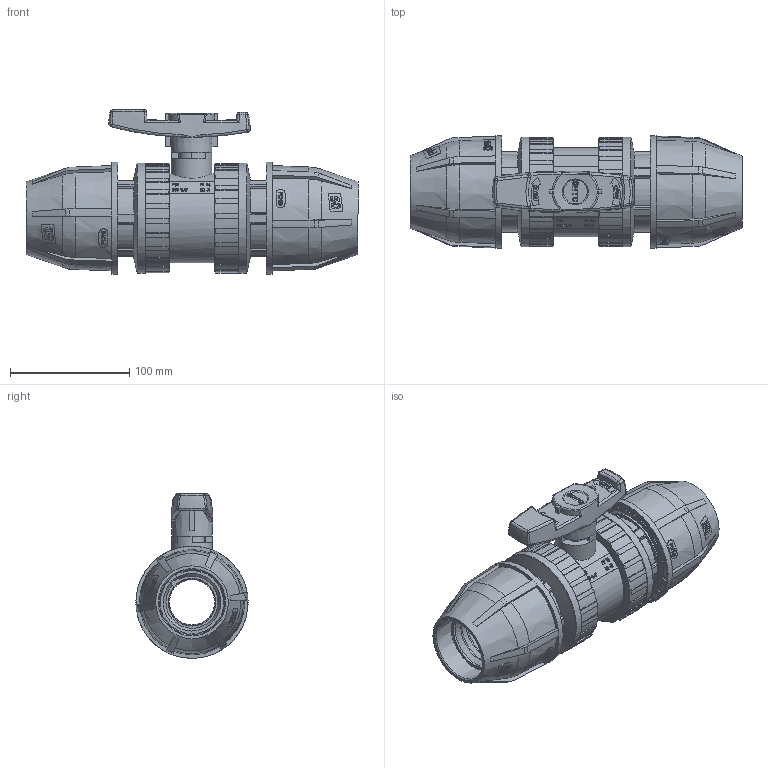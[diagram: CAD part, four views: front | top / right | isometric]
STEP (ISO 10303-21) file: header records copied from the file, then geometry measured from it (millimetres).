
FILE_DESCRIPTION(/* description */ (''),/* implementation_level */ '2;1');
FILE_NAME(/* name */ 'AK0915.000.050.step',/* time_stamp */ '2026-04-02T08:13:26+02:00',/* author */ (''),/* organization */ (''),/* preprocessor_version */ 'ST-DEVELOPER v20.1',/* originating_system */ 'Autodesk Translation Framework v14.24.0.0',/* authorisation */ '');
FILE_SCHEMA (('AUTOMOTIVE_DESIGN { 1 0 10303 214 3 1 1 }'));
Products named in the file (3): 2025-12-30-08-12-25-650; 2026-04-01-16-15-51-982; 2026-04-01-16-15-52-014
Assembly tree (2 placements, depth 3):
  2025-12-30-08-12-25-650
    2026-04-01-16-15-51-982
      2026-04-01-16-15-52-014
Bounding box: 278.39 x 94 x 138 mm (x, y, z)
Volume: 922554 mm3; surface area: 369613.7 mm2
Topology: 24 solids, 24 shells, 2373 faces, 6358 edges, 4155 vertices
Faces by surface type: plane 934, bspline 751, cylinder 438, cone 171, torus 66, sphere 13
Full cylindrical faces by diameter (mm): 2.295 x1, 3.06 x1, 17 x4, 21 x3, 22 x1, 23 x2, 25 x1, 34.136 x1, 38 x1, 39 x2, 40 x4, 41.5 x2, 45.2 x3, 46 x1, 47 x3, 49.432 x2, 50.6 x3, 51 x1, 55 x2, 55.5 x1, 56.14 x3, 59.4 x3, 61 x2, 61.202 x4, 61.5 x1, 65 x1, 66 x4, 66.4 x1, 69 x2, 69.703 x10
Entity records: 111595 total; most frequent: CARTESIAN_POINT 56347, ORIENTED_EDGE 12648, DIRECTION 9617, EDGE_CURVE 6324, VERTEX_POINT 4155, AXIS2_PLACEMENT_3D 3314, LINE 2989, VECTOR 2989
